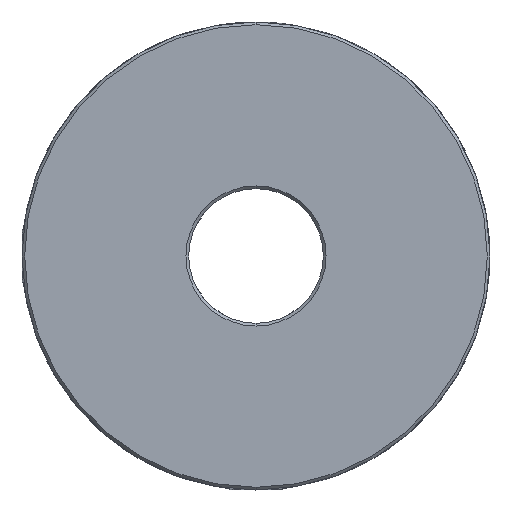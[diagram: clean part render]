
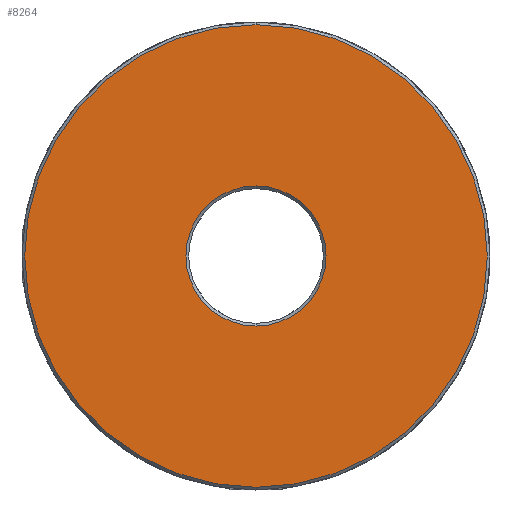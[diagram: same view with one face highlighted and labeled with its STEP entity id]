
A CAD part, left-side view. The second image highlights one B-rep face of the part: STEP entity #8264.
In plain terms, the highlighted planar face has unit normal (-1, 0, 0).
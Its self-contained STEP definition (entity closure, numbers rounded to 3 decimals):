
#262 = CIRCLE ( 'NONE', #1961, 9.881 ) ;
#304 = CIRCLE ( 'NONE', #1975, 32.619 ) ;
#358 = CIRCLE ( 'NONE', #2006, 32.619 ) ;
#361 = CIRCLE ( 'NONE', #2007, 9.881 ) ;
#477 = FACE_OUTER_BOUND ( 'NONE', #9033, .T. ) ;
#480 = FACE_BOUND ( 'NONE', #9031, .T. ) ;
#693 = CARTESIAN_POINT ( 'NONE',  ( -31., 0., 9.881 ) ) ;
#694 = CARTESIAN_POINT ( 'NONE',  ( -31., 0., -9.881 ) ) ;
#695 = CARTESIAN_POINT ( 'NONE',  ( -31., 0., 32.619 ) ) ;
#696 = CARTESIAN_POINT ( 'NONE',  ( -31., 0., -32.619 ) ) ;
#1749 = CARTESIAN_POINT ( 'NONE',  ( -31., 0., 0. ) ) ;
#1750 = DIRECTION ( 'NONE',  ( -1., 0., 0. ) ) ;
#1751 = DIRECTION ( 'NONE',  ( 0., 0., -1. ) ) ;
#1823 = CARTESIAN_POINT ( 'NONE',  ( -31., 0., 0. ) ) ;
#1825 = DIRECTION ( 'NONE',  ( 1., 0., 0. ) ) ;
#1826 = DIRECTION ( 'NONE',  ( 0., 0., -1. ) ) ;
#1961 = AXIS2_PLACEMENT_3D ( 'NONE', #1749, #1750, #1751 ) ;
#1975 = AXIS2_PLACEMENT_3D ( 'NONE', #1823, #1825, #1826 ) ;
#2006 = AXIS2_PLACEMENT_3D ( 'NONE', #2467, #2468, #2469 ) ;
#2007 = AXIS2_PLACEMENT_3D ( 'NONE', #2473, #2475, #2476 ) ;
#2067 = AXIS2_PLACEMENT_3D ( 'NONE', #3039, #3042, #3043 ) ;
#2467 = CARTESIAN_POINT ( 'NONE',  ( -31., 0., 0. ) ) ;
#2468 = DIRECTION ( 'NONE',  ( 1., 0., 0. ) ) ;
#2469 = DIRECTION ( 'NONE',  ( 0., 0., -1. ) ) ;
#2473 = CARTESIAN_POINT ( 'NONE',  ( -31., 0., 0. ) ) ;
#2475 = DIRECTION ( 'NONE',  ( -1., 0., 0. ) ) ;
#2476 = DIRECTION ( 'NONE',  ( 0., 0., -1. ) ) ;
#3039 = CARTESIAN_POINT ( 'NONE',  ( -31., 0., 0. ) ) ;
#3040 = PLANE ( 'NONE',  #2067 ) ;
#3042 = DIRECTION ( 'NONE',  ( -1., 0., 0. ) ) ;
#3043 = DIRECTION ( 'NONE',  ( 0., 0., -1. ) ) ;
#6991 = VERTEX_POINT ( 'NONE', #693 ) ;
#6992 = VERTEX_POINT ( 'NONE', #694 ) ;
#6993 = VERTEX_POINT ( 'NONE', #695 ) ;
#6994 = VERTEX_POINT ( 'NONE', #696 ) ;
#7434 = EDGE_CURVE ( 'NONE', #6991, #6992, #262, .T. ) ;
#7462 = EDGE_CURVE ( 'NONE', #6993, #6994, #304, .T. ) ;
#7518 = EDGE_CURVE ( 'NONE', #6994, #6993, #358, .T. ) ;
#7520 = EDGE_CURVE ( 'NONE', #6992, #6991, #361, .T. ) ;
#8264 = ADVANCED_FACE ( 'NONE', ( #477, #480 ), #3040, .T. ) ;
#8761 = ORIENTED_EDGE ( 'NONE', *, *, #7462, .F. ) ;
#8762 = ORIENTED_EDGE ( 'NONE', *, *, #7518, .F. ) ;
#8763 = ORIENTED_EDGE ( 'NONE', *, *, #7520, .F. ) ;
#8764 = ORIENTED_EDGE ( 'NONE', *, *, #7434, .F. ) ;
#9031 = EDGE_LOOP ( 'NONE', ( #8763, #8764 ) ) ;
#9033 = EDGE_LOOP ( 'NONE', ( #8761, #8762 ) ) ;
